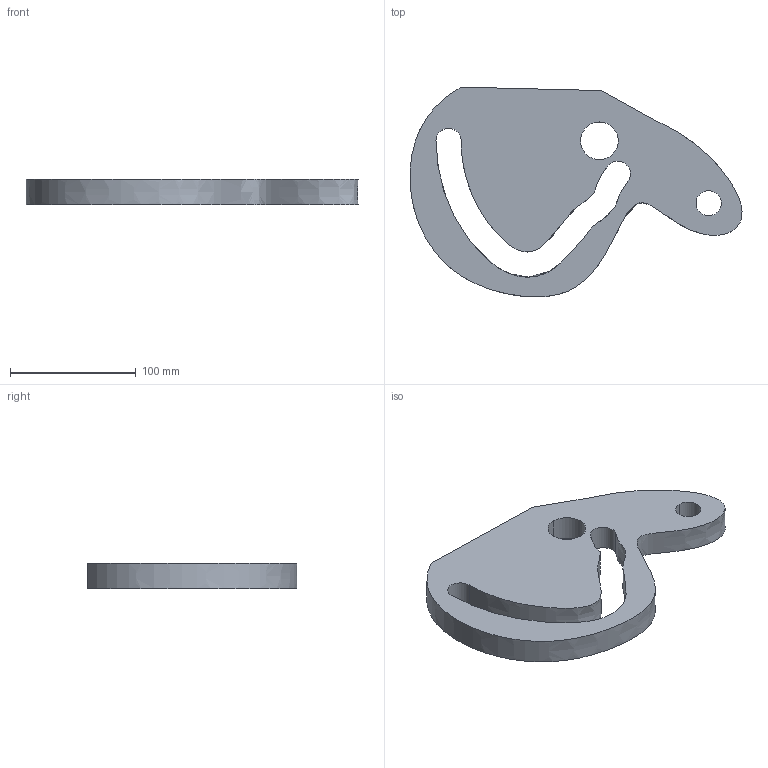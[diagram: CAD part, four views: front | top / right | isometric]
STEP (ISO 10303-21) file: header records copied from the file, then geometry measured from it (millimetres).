
FILE_DESCRIPTION( ( 'STEP AP203' ), '1' );
FILE_NAME( 'CAM.step', ' ', ( ' ' ), ( ' ' ), 'PSStep 18.0.1', ' ', ' ' );
FILE_SCHEMA( ( 'AUTOMOTIVE_DESIGN { 1 0 10303 214 1 1 1 1 }' ) );
Length unit declared in the file: metre
Products named in the file (4): Assem1
Assembly tree (3 placements, depth 3):
  Assem1
    (unnamed)
      (unnamed)
      (unnamed)
Bounding box: 264.04 x 166.8 x 20 mm (x, y, z)
Volume: 484148.1 mm3; surface area: 76662.3 mm2
Topology: 1 solids, 1 shells, 12 faces, 34 edges, 28 vertices
Faces by surface type: cylinder 6, extrusion 3, plane 3
Entity records: 1193 total; most frequent: CARTESIAN_POINT 683, DIRECTION 71, ORIENTED_EDGE 60, EDGE_CURVE 30, AXIS2_PLACEMENT_3D 28, VERTEX_POINT 20, EDGE_LOOP 18, STYLED_ITEM 16
